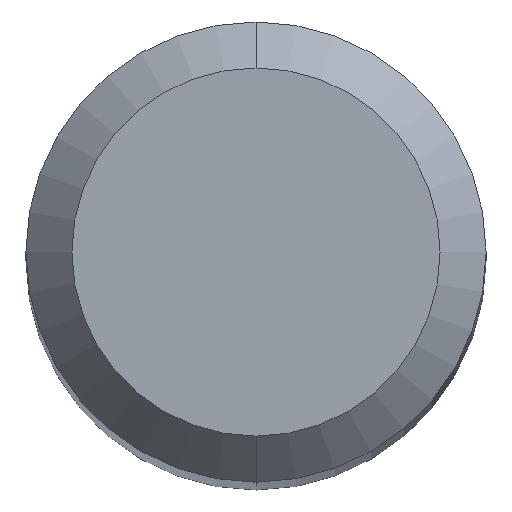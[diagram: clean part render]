
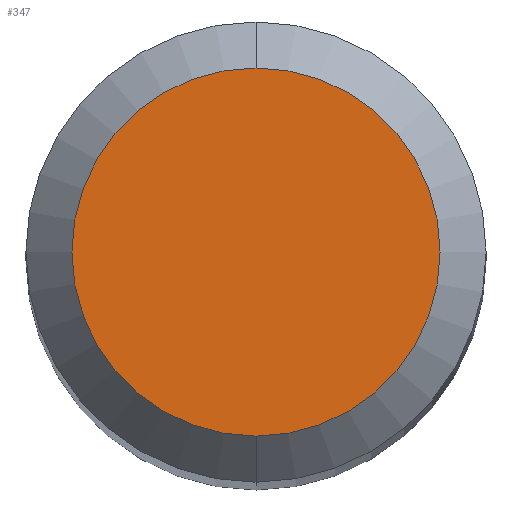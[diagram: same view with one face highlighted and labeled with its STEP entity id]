
A CAD part, top view. The second image highlights one B-rep face of the part: STEP entity #347.
In plain terms, the highlighted planar face has unit normal (0, 0, 1).
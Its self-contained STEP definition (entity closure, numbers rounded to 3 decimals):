
#199=VERTEX_POINT('',#509);
#319=EDGE_CURVE('',#199,#361,#636,.T.);
#347=ADVANCED_FACE('',(#669),#670,.T.);
#361=VERTEX_POINT('',#687);
#367=EDGE_CURVE('',#361,#199,#693,.T.);
#509=CARTESIAN_POINT('',(0.,-1.2,0.0));
#636=CIRCLE('',#1148,1.2);
#669=FACE_OUTER_BOUND('',#1227,.T.);
#670=PLANE('',#1228);
#687=CARTESIAN_POINT('',(0.0,1.2,0.0));
#693=CIRCLE('',#1252,1.2);
#1148=AXIS2_PLACEMENT_3D('',#1583,#1584,#1585);
#1227=EDGE_LOOP('',(#1640,#1641));
#1228=AXIS2_PLACEMENT_3D('',#1642,#1643,#1644);
#1252=AXIS2_PLACEMENT_3D('',#1670,#1671,#1672);
#1583=CARTESIAN_POINT('',(0.0,0.0,0.0));
#1584=DIRECTION('',(0.0,0.0,-1.0));
#1585=DIRECTION('',(0.0,1.0,0.0));
#1640=ORIENTED_EDGE('',*,*,#367,.F.);
#1641=ORIENTED_EDGE('',*,*,#319,.F.);
#1642=CARTESIAN_POINT('',(0.0,0.6,0.0));
#1643=DIRECTION('',(-0.0,0.0,1.0));
#1644=DIRECTION('',(0.0,-1.0,0.0));
#1670=CARTESIAN_POINT('',(0.0,0.0,0.0));
#1671=DIRECTION('',(0.0,0.0,-1.0));
#1672=DIRECTION('',(0.0,1.0,0.0));
